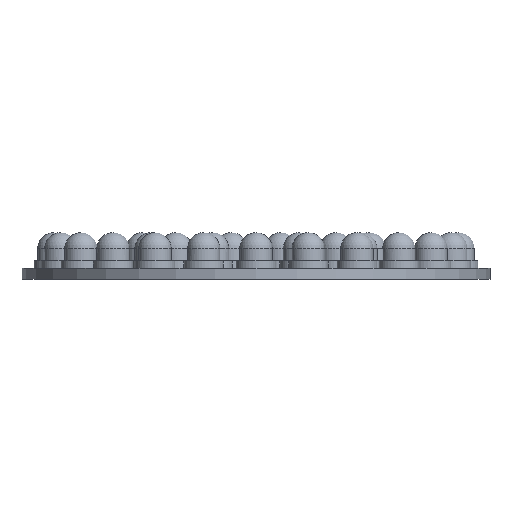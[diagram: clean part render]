
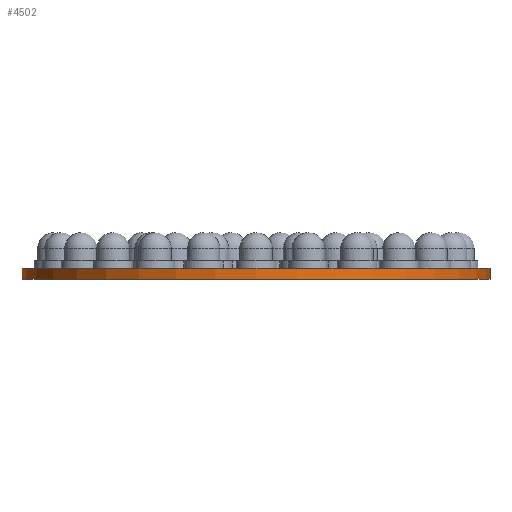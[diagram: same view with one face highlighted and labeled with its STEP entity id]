
A CAD part, front view. The second image highlights one B-rep face of the part: STEP entity #4502.
In plain terms, the highlighted cylindrical face has radius 33 mm (diameter 66 mm), a full revolution.
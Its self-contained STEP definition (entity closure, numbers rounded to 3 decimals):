
#447=LINE('',#8316,#620);
#620=VECTOR('',#6964,33.);
#793=CYLINDRICAL_SURFACE('',#5309,33.);
#1098=FACE_OUTER_BOUND('',#1449,.T.);
#1449=EDGE_LOOP('',(#3980,#3981,#3982,#3983));
#1909=CIRCLE('',#5310,33.);
#1910=CIRCLE('',#5311,33.);
#2340=VERTEX_POINT('',#8313);
#2341=VERTEX_POINT('',#8315);
#2943=EDGE_CURVE('',#2340,#2340,#1909,.T.);
#2944=EDGE_CURVE('',#2340,#2341,#447,.T.);
#2945=EDGE_CURVE('',#2341,#2341,#1910,.T.);
#3980=ORIENTED_EDGE('',*,*,#2943,.F.);
#3981=ORIENTED_EDGE('',*,*,#2944,.T.);
#3982=ORIENTED_EDGE('',*,*,#2945,.F.);
#3983=ORIENTED_EDGE('',*,*,#2944,.F.);
#4502=ADVANCED_FACE('',(#1098),#793,.T.);
#5309=AXIS2_PLACEMENT_3D('',#8312,#6960,#6961);
#5310=AXIS2_PLACEMENT_3D('',#8314,#6962,#6963);
#5311=AXIS2_PLACEMENT_3D('',#8317,#6965,#6966);
#6960=DIRECTION('center_axis',(0.,0.,-1.));
#6961=DIRECTION('ref_axis',(1.,0.,0.));
#6962=DIRECTION('center_axis',(0.,0.,-1.));
#6963=DIRECTION('ref_axis',(1.,0.,0.));
#6964=DIRECTION('',(0.,0.,1.));
#6965=DIRECTION('center_axis',(0.,0.,1.));
#6966=DIRECTION('ref_axis',(1.,0.,0.));
#8312=CARTESIAN_POINT('Origin',(0.,0.,0.));
#8313=CARTESIAN_POINT('',(-33.,0.,-1.6));
#8314=CARTESIAN_POINT('Origin',(0.,0.,-1.6));
#8315=CARTESIAN_POINT('',(-33.,0.,0.));
#8316=CARTESIAN_POINT('',(-33.,0.,0.));
#8317=CARTESIAN_POINT('Origin',(0.,0.,0.));
